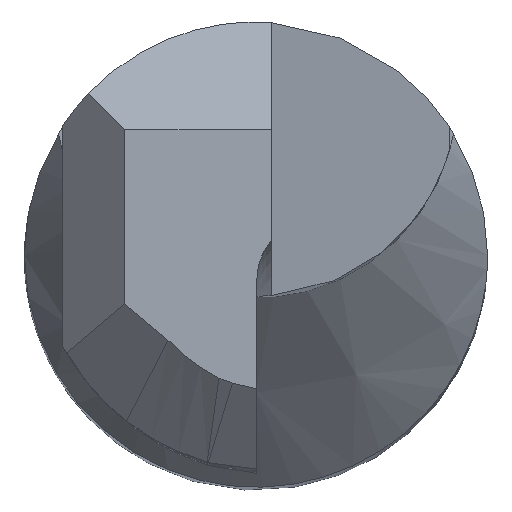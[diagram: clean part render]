
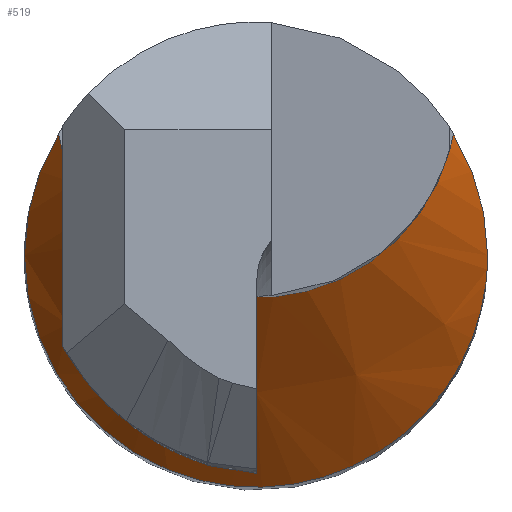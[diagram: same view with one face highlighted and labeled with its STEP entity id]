
A CAD part, top view. The second image highlights one B-rep face of the part: STEP entity #519.
In plain terms, the highlighted conical face has half-angle 45 degrees and reference radius 9.05 mm.
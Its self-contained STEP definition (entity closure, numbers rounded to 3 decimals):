
#9 = CARTESIAN_POINT ( 'NONE',  ( 0., 2.05, -15. ) ) ;
#26 = VERTEX_POINT ( 'NONE', #971 ) ;
#55 = DIRECTION ( 'NONE',  ( 1., 0., 0. ) ) ;
#62 = CARTESIAN_POINT ( 'NONE',  ( -2.918, -0.721, -16.421 ) ) ;
#66 = CARTESIAN_POINT ( 'NONE',  ( -2.732, -1.254, -16.684 ) ) ;
#78 = EDGE_CURVE ( 'NONE', #26, #167, #293, .T. ) ;
#81 = CARTESIAN_POINT ( 'NONE',  ( -0.216, -2.999, -17.45 ) ) ;
#86 = CARTESIAN_POINT ( 'NONE',  ( 2.643, -1.432, -16.768 ) ) ;
#90 = CARTESIAN_POINT ( 'NONE',  ( -2.698, 1.339, -15.183 ) ) ;
#91 = EDGE_LOOP ( 'NONE', ( #800, #930, #367, #1073, #582, #1023 ) ) ;
#95 = AXIS2_PLACEMENT_3D ( 'NONE', #995, #1104, #594 ) ;
#108 = CARTESIAN_POINT ( 'NONE',  ( 2.698, 1.339, -15.183 ) ) ;
#125 = DIRECTION ( 'NONE',  ( -1., 0., 0. ) ) ;
#167 = VERTEX_POINT ( 'NONE', #933 ) ;
#168 = CARTESIAN_POINT ( 'NONE',  ( -2.323, -1.908, -16.986 ) ) ;
#174 = CARTESIAN_POINT ( 'NONE',  ( 1.008, -2.833, -17.382 ) ) ;
#202 = VERTEX_POINT ( 'NONE', #629 ) ;
#260 = CARTESIAN_POINT ( 'NONE',  ( -2.867, -0.904, -16.513 ) ) ;
#267 = B_SPLINE_CURVE_WITH_KNOTS ( 'NONE', 3,
 ( #456, #1172, #658, #62, #260, #66, #763, #1182, #168, #766, #1100, #985, #976, #490, #474, #873, #81, #674, #777, #289, #174, #387, #380, #1095, #988, #979, #679, #86, #771, #472, #573, #1289 ),
 .UNSPECIFIED., .F., .F.,
 ( 4, 2, 2, 2, 2, 2, 2, 2, 2, 2, 2, 2, 2, 2, 2, 4 ),
 ( 0.002, 0.003, 0.003, 0.004, 0.004, 0.005, 0.006, 0.006, 0.007, 0.007, 0.008, 0.009, 0.009, 0.01, 0.011, 0.012 ),
 .UNSPECIFIED. ) ;
#289 = CARTESIAN_POINT ( 'NONE',  ( 0.812, -2.895, -17.407 ) ) ;
#293 = CIRCLE ( 'NONE', #95, 2.6 ) ;
#358 = B_SPLINE_CURVE_WITH_KNOTS ( 'NONE', 3,
 ( #1103, #90, #1201, #1140, #1237, #441 ),
 .UNSPECIFIED., .F., .F.,
 ( 4, 2, 4 ),
 ( 0., 0.001, 0.002 ),
 .UNSPECIFIED. ) ;
#367 = ORIENTED_EDGE ( 'NONE', *, *, #618, .T. ) ;
#380 = CARTESIAN_POINT ( 'NONE',  ( 1.564, -2.568, -17.272 ) ) ;
#384 = EDGE_CURVE ( 'NONE', #871, #202, #748, .T. ) ;
#387 = CARTESIAN_POINT ( 'NONE',  ( 1.386, -2.668, -17.314 ) ) ;
#391 = CIRCLE ( 'NONE', #1114, 2.6 ) ;
#409 = CARTESIAN_POINT ( 'NONE',  ( 3., 0.283, -15.874 ) ) ;
#417 = EDGE_CURVE ( 'NONE', #516, #26, #677, .T. ) ;
#426 = CONICAL_SURFACE ( 'NONE', #1045, 9.05, 0.785 ) ;
#441 = CARTESIAN_POINT ( 'NONE',  ( -3., 0., -16.034 ) ) ;
#450 = CARTESIAN_POINT ( 'NONE',  ( -3., 0., -16.034 ) ) ;
#456 = CARTESIAN_POINT ( 'NONE',  ( -3., 0., -16.034 ) ) ;
#472 = CARTESIAN_POINT ( 'NONE',  ( 2.934, -0.732, -16.429 ) ) ;
#474 = CARTESIAN_POINT ( 'NONE',  ( -0.831, -2.89, -17.405 ) ) ;
#490 = CARTESIAN_POINT ( 'NONE',  ( -1.026, -2.827, -17.379 ) ) ;
#511 = CARTESIAN_POINT ( 'NONE',  ( 3., 0., -16.034 ) ) ;
#516 = VERTEX_POINT ( 'NONE', #924 ) ;
#519 = ADVANCED_FACE ( 'NONE', ( #704 ), #426, .T. ) ;
#573 = CARTESIAN_POINT ( 'NONE',  ( 3., -0.36, -16.237 ) ) ;
#576 = EDGE_CURVE ( 'NONE', #167, #202, #391, .T. ) ;
#582 = ORIENTED_EDGE ( 'NONE', *, *, #576, .F. ) ;
#594 = DIRECTION ( 'NONE',  ( 1., 0., 0. ) ) ;
#617 = CARTESIAN_POINT ( 'NONE',  ( 2.556, 1.571, -15. ) ) ;
#618 = EDGE_CURVE ( 'NONE', #922, #871, #267, .T. ) ;
#629 = CARTESIAN_POINT ( 'NONE',  ( 2.556, 1.571, -15. ) ) ;
#643 = CARTESIAN_POINT ( 'NONE',  ( 0., 2.05, -15. ) ) ;
#658 = CARTESIAN_POINT ( 'NONE',  ( -2.984, -0.359, -16.232 ) ) ;
#674 = CARTESIAN_POINT ( 'NONE',  ( 0.197, -3.001, -17.45 ) ) ;
#677 = CIRCLE ( 'NONE', #996, 2.6 ) ;
#679 = CARTESIAN_POINT ( 'NONE',  ( 2.437, -1.761, -16.92 ) ) ;
#704 = FACE_OUTER_BOUND ( 'NONE', #91, .T. ) ;
#748 = B_SPLINE_CURVE_WITH_KNOTS ( 'NONE', 3,
 ( #511, #409, #1218, #1230, #108, #617 ),
 .UNSPECIFIED., .F., .F.,
 ( 4, 2, 4 ),
 ( 0.012, 0.013, 0.014 ),
 .UNSPECIFIED. ) ;
#763 = CARTESIAN_POINT ( 'NONE',  ( -2.648, -1.424, -16.764 ) ) ;
#766 = CARTESIAN_POINT ( 'NONE',  ( -2.054, -2.195, -17.112 ) ) ;
#771 = CARTESIAN_POINT ( 'NONE',  ( 2.73, -1.259, -16.686 ) ) ;
#777 = CARTESIAN_POINT ( 'NONE',  ( 0.408, -2.979, -17.442 ) ) ;
#797 = EDGE_CURVE ( 'NONE', #516, #922, #358, .T. ) ;
#800 = ORIENTED_EDGE ( 'NONE', *, *, #417, .F. ) ;
#856 = CARTESIAN_POINT ( 'NONE',  ( 3., 0., -16.034 ) ) ;
#871 = VERTEX_POINT ( 'NONE', #856 ) ;
#873 = CARTESIAN_POINT ( 'NONE',  ( -0.423, -2.977, -17.441 ) ) ;
#911 = DIRECTION ( 'NONE',  ( 1., 0., 0. ) ) ;
#922 = VERTEX_POINT ( 'NONE', #450 ) ;
#924 = CARTESIAN_POINT ( 'NONE',  ( -2.556, 1.571, -15. ) ) ;
#930 = ORIENTED_EDGE ( 'NONE', *, *, #797, .T. ) ;
#933 = CARTESIAN_POINT ( 'NONE',  ( 2.506, 1.356, -15. ) ) ;
#946 = CARTESIAN_POINT ( 'NONE',  ( 0., 2.05, -21.45 ) ) ;
#971 = CARTESIAN_POINT ( 'NONE',  ( -2.506, 1.356, -15. ) ) ;
#976 = CARTESIAN_POINT ( 'NONE',  ( -1.398, -2.662, -17.311 ) ) ;
#979 = CARTESIAN_POINT ( 'NONE',  ( 2.318, -1.915, -16.989 ) ) ;
#985 = CARTESIAN_POINT ( 'NONE',  ( -1.578, -2.559, -17.268 ) ) ;
#988 = CARTESIAN_POINT ( 'NONE',  ( 2.046, -2.203, -17.116 ) ) ;
#995 = CARTESIAN_POINT ( 'NONE',  ( 0., 2.05, -15. ) ) ;
#996 = AXIS2_PLACEMENT_3D ( 'NONE', #9, #1117, #911 ) ;
#1023 = ORIENTED_EDGE ( 'NONE', *, *, #78, .F. ) ;
#1037 = DIRECTION ( 'NONE',  ( 0., 0., -1. ) ) ;
#1045 = AXIS2_PLACEMENT_3D ( 'NONE', #946, #1037, #125 ) ;
#1073 = ORIENTED_EDGE ( 'NONE', *, *, #384, .T. ) ;
#1095 = CARTESIAN_POINT ( 'NONE',  ( 1.893, -2.336, -17.173 ) ) ;
#1100 = CARTESIAN_POINT ( 'NONE',  ( -1.906, -2.326, -17.169 ) ) ;
#1103 = CARTESIAN_POINT ( 'NONE',  ( -2.556, 1.571, -15. ) ) ;
#1104 = DIRECTION ( 'NONE',  ( 0., 0., 1. ) ) ;
#1114 = AXIS2_PLACEMENT_3D ( 'NONE', #643, #1166, #55 ) ;
#1117 = DIRECTION ( 'NONE',  ( 0., 0., 1. ) ) ;
#1140 = CARTESIAN_POINT ( 'NONE',  ( -2.959, 0.564, -15.705 ) ) ;
#1166 = DIRECTION ( 'NONE',  ( 0., 0., 1. ) ) ;
#1172 = CARTESIAN_POINT ( 'NONE',  ( -3., -0.179, -16.135 ) ) ;
#1182 = CARTESIAN_POINT ( 'NONE',  ( -2.444, -1.75, -16.915 ) ) ;
#1201 = CARTESIAN_POINT ( 'NONE',  ( -2.808, 1.091, -15.36 ) ) ;
#1218 = CARTESIAN_POINT ( 'NONE',  ( 2.959, 0.564, -15.704 ) ) ;
#1230 = CARTESIAN_POINT ( 'NONE',  ( 2.808, 1.091, -15.359 ) ) ;
#1237 = CARTESIAN_POINT ( 'NONE',  ( -3., 0.282, -15.875 ) ) ;
#1289 = CARTESIAN_POINT ( 'NONE',  ( 3., 0., -16.034 ) ) ;
